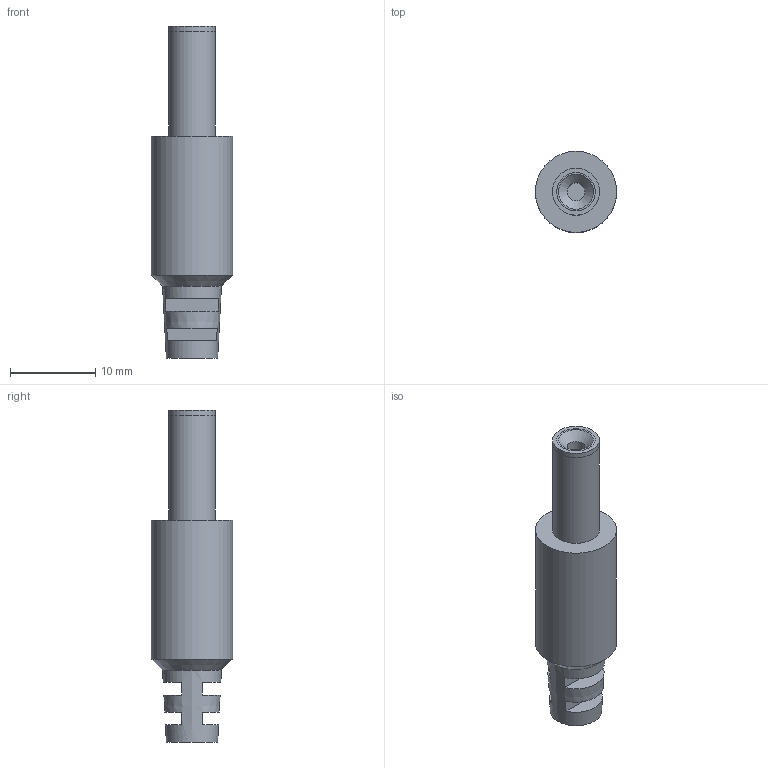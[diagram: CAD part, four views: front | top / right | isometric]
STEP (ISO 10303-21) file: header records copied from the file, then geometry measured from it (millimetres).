
FILE_DESCRIPTION(/* description */ (''),/* implementation_level */ '2;1');
FILE_NAME(/* name */ 'Jack Plug 5.step',/* time_stamp */ '2023-02-21T04:55:40+08:00',/* author */ (''),/* organization */ (''),/* preprocessor_version */ 'ST-DEVELOPER v19.2',/* originating_system */ 'Autodesk Translation Framework v11.17.0.187',/* authorisation */ '');
FILE_SCHEMA (('AUTOMOTIVE_DESIGN { 1 0 10303 214 3 1 1 }'));
Length unit declared in the file: millimetre
Products named in the file (1): Jack Plug 5.5 x 2.5 x 10 mm.f3d 
Bounding box: 9.5 x 9.5 x 38.9 mm (x, y, z)
Volume: 1704.4 mm3; surface area: 1243.6 mm2
Topology: 3 solids, 3 shells, 28 faces, 50 edges, 33 vertices
Faces by surface type: plane 19, cylinder 6, cone 3
Full cylindrical faces by diameter (mm): 2.1 x1, 4.5 x2, 5.5 x2, 9.5 x1
Entity records: 781 total; most frequent: CARTESIAN_POINT 136, DIRECTION 125, ORIENTED_EDGE 100, AXIS2_PLACEMENT_3D 54, EDGE_CURVE 50, EDGE_LOOP 37, VERTEX_POINT 33, FACE_OUTER_BOUND 28
